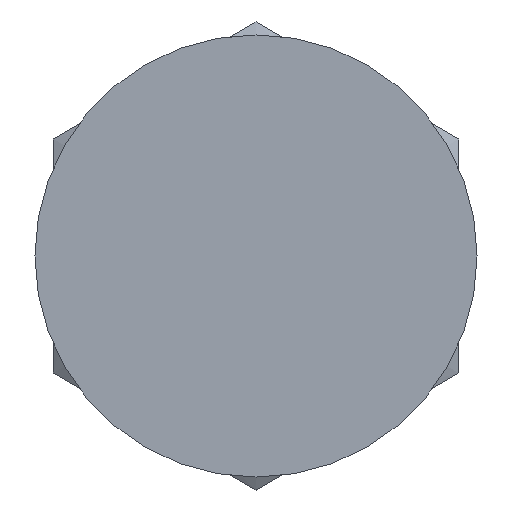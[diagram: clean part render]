
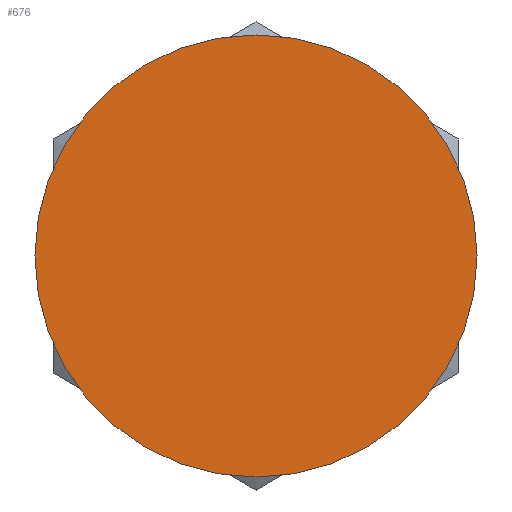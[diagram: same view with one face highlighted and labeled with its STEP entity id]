
A CAD part, front view. The second image highlights one B-rep face of the part: STEP entity #676.
In plain terms, the highlighted planar face has unit normal (0, -1, 0).
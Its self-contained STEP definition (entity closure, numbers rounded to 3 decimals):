
#54=PLANE('',#763);
#131=FACE_OUTER_BOUND('',#174,.T.);
#174=EDGE_LOOP('',(#557,#558));
#257=CIRCLE('',#764,6.);
#258=CIRCLE('',#765,6.);
#320=VERTEX_POINT('',#1182);
#321=VERTEX_POINT('',#1183);
#406=EDGE_CURVE('',#320,#321,#257,.T.);
#407=EDGE_CURVE('',#321,#320,#258,.T.);
#557=ORIENTED_EDGE('',*,*,#406,.F.);
#558=ORIENTED_EDGE('',*,*,#407,.F.);
#676=ADVANCED_FACE('',(#131),#54,.T.);
#763=AXIS2_PLACEMENT_3D('',#1181,#921,#922);
#764=AXIS2_PLACEMENT_3D('',#1184,#923,#924);
#765=AXIS2_PLACEMENT_3D('',#1185,#925,#926);
#921=DIRECTION('center_axis',(0.,-1.,0.));
#922=DIRECTION('ref_axis',(0.,0.,-1.));
#923=DIRECTION('center_axis',(0.,1.,0.));
#924=DIRECTION('ref_axis',(-1.,0.,0.));
#925=DIRECTION('center_axis',(0.,1.,0.));
#926=DIRECTION('ref_axis',(-1.,0.,0.));
#1181=CARTESIAN_POINT('Origin',(-3.,0.,0.));
#1182=CARTESIAN_POINT('',(-6.,0.,0.));
#1183=CARTESIAN_POINT('',(6.,0.,0.));
#1184=CARTESIAN_POINT('Origin',(0.,0.,0.));
#1185=CARTESIAN_POINT('Origin',(0.,0.,0.));
